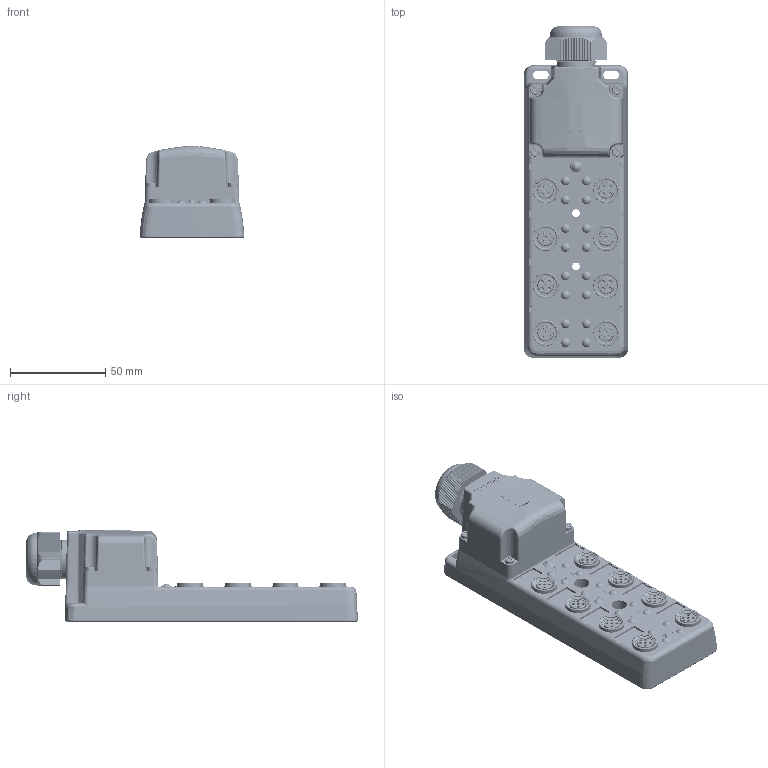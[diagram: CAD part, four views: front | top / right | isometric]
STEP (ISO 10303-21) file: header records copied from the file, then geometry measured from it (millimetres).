
FILE_DESCRIPTION(/* description */ (''),/* implementation_level */ '2;1');
FILE_NAME(/* name */ '',/* time_stamp */ '2025-04-10T10:53:07+08:00',/* author */ (''),/* organization */ (''),/* preprocessor_version */ 'ST-DEVELOPER v14',/* originating_system */ 'SIEMENS PLM Software NX 8.0',/* authorisation */ '');
FILE_SCHEMA (('AUTOMOTIVE_DESIGN { 1 0 10303 214 3 1 1 1 }'));
Products named in the file (1): Admi31F4E795h8mi
Bounding box: 54.93 x 174.3 x 48.2 mm (x, y, z)
Volume: 205448.6 mm3; surface area: 60454.8 mm2
Topology: 2 solids, 133 shells, 5408 faces, 14460 edges, 9481 vertices
Faces by surface type: plane 3224, cylinder 1177, extrusion 266, cone 246, bspline 207, torus 152, sphere 136
Full cylindrical faces by diameter (mm): 1.5 x40, 1.8 x6, 2.1 x21, 2.8 x8, 3 x4, 4 x10, 4.5 x2, 5 x4, 8 x3, 9 x8, 11 x56, 20.5 x1
Entity records: 229089 total; most frequent: CARTESIAN_POINT 100349, ORIENTED_EDGE 27392, DIRECTION 23156, EDGE_CURVE 13696, VERTEX_POINT 9195, VECTOR 8074, LINE 7808, AXIS2_PLACEMENT_3D 7541
